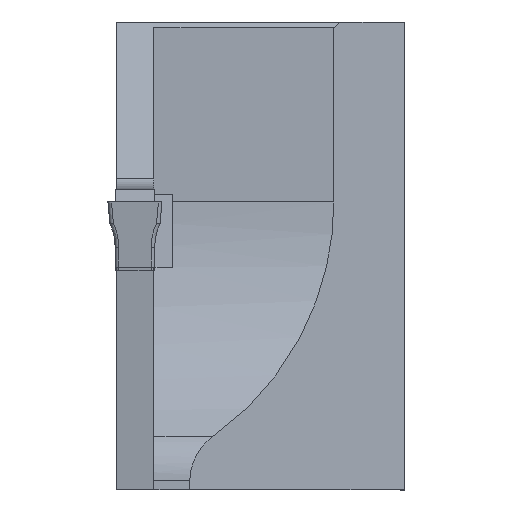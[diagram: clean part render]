
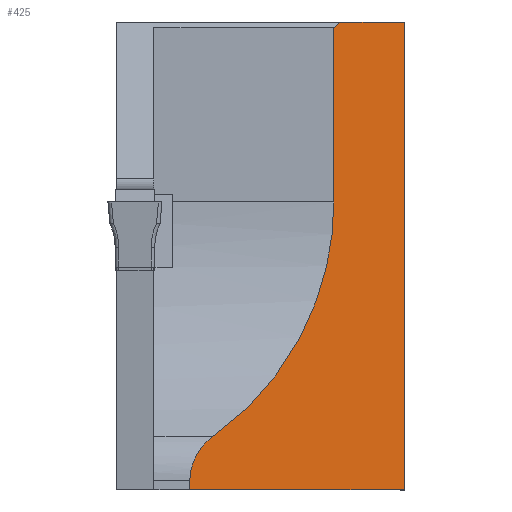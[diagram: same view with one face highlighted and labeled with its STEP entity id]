
A CAD part, left-side view. The second image highlights one B-rep face of the part: STEP entity #425.
In plain terms, the highlighted planar face has unit normal (-0.707, -0.707, 0).
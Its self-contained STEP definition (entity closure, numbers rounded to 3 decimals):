
#347=ELLIPSE('',#1771,4.243,3.);
#353=ELLIPSE('',#1805,22.627,16.);
#425=ADVANCED_FACE('',(#563),#503,.F.);
#503=PLANE('',#1810);
#563=FACE_OUTER_BOUND('',#644,.T.);
#644=EDGE_LOOP('',(#877,#878,#879,#880,#881,#882,#883,#884));
#877=ORIENTED_EDGE('',*,*,#1355,.F.);
#878=ORIENTED_EDGE('',*,*,#1359,.F.);
#879=ORIENTED_EDGE('',*,*,#1290,.F.);
#880=ORIENTED_EDGE('',*,*,#1288,.F.);
#881=ORIENTED_EDGE('',*,*,#1276,.F.);
#882=ORIENTED_EDGE('',*,*,#1286,.F.);
#883=ORIENTED_EDGE('',*,*,#1279,.F.);
#884=ORIENTED_EDGE('',*,*,#1362,.T.);
#1141=VERTEX_POINT('',#2338);
#1142=VERTEX_POINT('',#2340);
#1143=VERTEX_POINT('',#2345);
#1144=VERTEX_POINT('',#2346);
#1149=VERTEX_POINT('',#2361);
#1150=VERTEX_POINT('',#2365);
#1190=VERTEX_POINT('',#2495);
#1191=VERTEX_POINT('',#2497);
#1276=EDGE_CURVE('',#1141,#1142,#1485,.T.);
#1279=EDGE_CURVE('',#1143,#1144,#1488,.T.);
#1286=EDGE_CURVE('',#1144,#1141,#1495,.T.);
#1288=EDGE_CURVE('',#1142,#1149,#1497,.T.);
#1290=EDGE_CURVE('',#1149,#1150,#347,.T.);
#1355=EDGE_CURVE('',#1190,#1191,#1556,.T.);
#1359=EDGE_CURVE('',#1150,#1190,#353,.T.);
#1362=EDGE_CURVE('',#1143,#1191,#1561,.T.);
#1485=LINE('',#2339,#1628);
#1488=LINE('',#2344,#1631);
#1495=LINE('',#2358,#1638);
#1497=LINE('',#2362,#1640);
#1556=LINE('',#2496,#1699);
#1561=LINE('',#2509,#1704);
#1628=VECTOR('',#1918,1.);
#1631=VECTOR('',#1923,1.);
#1638=VECTOR('',#1932,1.);
#1640=VECTOR('',#1936,1.);
#1699=VECTOR('',#2063,1.);
#1704=VECTOR('',#2080,1.);
#1771=AXIS2_PLACEMENT_3D('',#2366,#1940,#1941);
#1805=AXIS2_PLACEMENT_3D('',#2503,#2069,#2070);
#1810=AXIS2_PLACEMENT_3D('',#2510,#2081,#2082);
#1918=DIRECTION('',(-0.707,0.707,0.));
#1923=DIRECTION('',(0.707,-0.707,0.));
#1932=DIRECTION('',(0.,0.,-1.));
#1936=DIRECTION('',(0.,0.,1.));
#1940=DIRECTION('',(0.707,0.707,0.));
#1941=DIRECTION('',(-0.707,0.707,0.));
#2063=DIRECTION('',(0.,0.,1.));
#2069=DIRECTION('',(-0.707,-0.707,0.));
#2070=DIRECTION('',(-0.707,0.707,0.));
#2080=DIRECTION('',(-0.608,0.608,-0.51));
#2081=DIRECTION('',(0.707,0.707,0.));
#2082=DIRECTION('',(0.707,-0.707,0.));
#2338=CARTESIAN_POINT('',(19.9,-16.,-16.));
#2339=CARTESIAN_POINT('',(8.,-4.1,-16.));
#2340=CARTESIAN_POINT('',(8.,-4.1,-16.));
#2344=CARTESIAN_POINT('',(8.,-4.1,10.));
#2345=CARTESIAN_POINT('',(16.396,-12.496,10.));
#2346=CARTESIAN_POINT('',(19.9,-16.,10.));
#2358=CARTESIAN_POINT('',(19.9,-16.,-22.));
#2361=CARTESIAN_POINT('',(8.,-4.1,-15.492));
#2362=CARTESIAN_POINT('',(8.,-4.1,-22.));
#2365=CARTESIAN_POINT('',(9.263,-5.363,-13.046));
#2366=CARTESIAN_POINT('',(11.,-7.1,-15.492));
#2495=CARTESIAN_POINT('',(16.,-12.1,0.));
#2496=CARTESIAN_POINT('',(16.,-12.1,-22.));
#2497=CARTESIAN_POINT('',(16.,-12.1,9.668));
#2503=CARTESIAN_POINT('',(0.,3.9,0.));
#2509=CARTESIAN_POINT('',(7.277,-3.377,2.349));
#2510=CARTESIAN_POINT('',(8.,-4.1,-22.));
